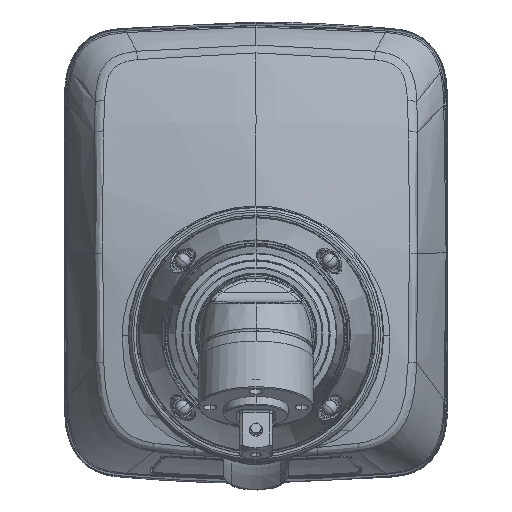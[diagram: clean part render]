
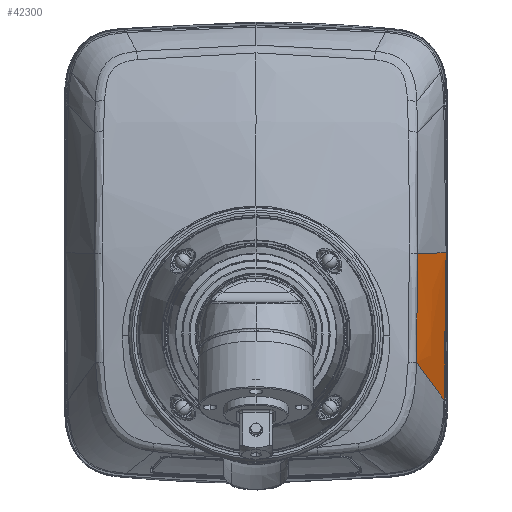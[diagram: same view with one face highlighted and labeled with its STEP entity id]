
A CAD part, top view. The second image highlights one B-rep face of the part: STEP entity #42300.
In plain terms, the highlighted free-form (B-spline) face has degree [3, 3] with [5, 7] control points.
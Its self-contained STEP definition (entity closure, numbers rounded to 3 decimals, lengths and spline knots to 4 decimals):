
#5544=CARTESIAN_POINT('',(1.2116,-0.1975,
-5.4941));
#5581=CARTESIAN_POINT('',(1.4348,0.6299,
-6.0873));
#5582=CARTESIAN_POINT('',(1.435,0.5853,
-6.0876));
#5583=CARTESIAN_POINT('',(1.4351,0.4905,
-6.0881));
#5584=CARTESIAN_POINT('',(1.4344,0.3241,
-6.0875));
#5585=CARTESIAN_POINT('',(1.4329,0.1557,
-6.0867));
#5586=CARTESIAN_POINT('',(1.431,-0.0006,
-6.0869));
#5587=CARTESIAN_POINT('',(1.4285,-0.1421,
-6.0867));
#5588=CARTESIAN_POINT('',(1.4255,-0.2688,
-6.0863));
#5589=CARTESIAN_POINT('',(1.4223,-0.3825,
-6.0862));
#5590=CARTESIAN_POINT('',(1.4203,-0.4508,
-6.0867));
#5591=CARTESIAN_POINT('',(1.4193,-0.4831,
-6.0871));
#5593=CARTESIAN_POINT('',(1.4193,-0.4831,
-6.0871));
#5594=CARTESIAN_POINT('',(1.387,-0.4332,
-5.9819));
#5595=CARTESIAN_POINT('',(1.3155,-0.3265,
-5.759));
#5596=CARTESIAN_POINT('',(1.2425,-0.232,
-5.5644));
#5597=CARTESIAN_POINT('',(1.2116,-0.1975,
-5.4941));
#5599=CARTESIAN_POINT('',(1.2116,-0.1975,
-5.4941));
#5600=CARTESIAN_POINT('',(1.2125,-0.1492,
-5.493));
#5601=CARTESIAN_POINT('',(1.2141,-0.0538,
-5.4918));
#5602=CARTESIAN_POINT('',(1.216,0.0876,
-5.4929));
#5603=CARTESIAN_POINT('',(1.2174,0.2255,
-5.4969));
#5604=CARTESIAN_POINT('',(1.2185,0.3599,
-5.5037));
#5605=CARTESIAN_POINT('',(1.2192,0.4912,
-5.5133));
#5606=CARTESIAN_POINT('',(1.2195,0.5776,
-5.5214));
#5607=CARTESIAN_POINT('',(1.2196,0.6203,
-5.5259));
#5608=CARTESIAN_POINT('',(1.2196,0.6203,
-5.5259));
#5610=CARTESIAN_POINT('',(1.4348,0.6299,
-6.0873));
#5611=CARTESIAN_POINT('',(1.4076,0.6296,
-6.0071));
#5612=CARTESIAN_POINT('',(1.3324,0.6253,
-5.7994));
#5613=CARTESIAN_POINT('',(1.2514,0.621,
-5.5976));
#5614=CARTESIAN_POINT('',(1.2196,0.6203,
-5.5259));
#31372=CARTESIAN_POINT('',(1.4193,-0.4831,
-6.0871));
#31373=VERTEX_POINT('',#31372);
#31374=VERTEX_POINT('',#5544);
#31376=VERTEX_POINT('',#5581);
#31378=VERTEX_POINT('',#5614);
#42256=CARTESIAN_POINT('',(1.4379,0.6411,
-6.0965));
#42257=CARTESIAN_POINT('',(1.4378,0.5195,
-6.0961));
#42258=CARTESIAN_POINT('',(1.4368,0.2712,
-6.0951));
#42259=CARTESIAN_POINT('',(1.4327,-0.0406,
-6.094));
#42260=CARTESIAN_POINT('',(1.4269,-0.2977,
-6.0934));
#42261=CARTESIAN_POINT('',(1.4231,-0.428,
-6.0932));
#42262=CARTESIAN_POINT('',(1.4209,-0.4947,
-6.0932));
#42263=CARTESIAN_POINT('',(1.4108,0.6403,
-6.016));
#42264=CARTESIAN_POINT('',(1.4099,0.5252,
-6.0119));
#42265=CARTESIAN_POINT('',(1.4097,0.2913,
-6.0034));
#42266=CARTESIAN_POINT('',(1.4071,-0.0035,
-5.994));
#42267=CARTESIAN_POINT('',(1.3991,-0.2507,
-5.9885));
#42268=CARTESIAN_POINT('',(1.3923,-0.3781,
-5.9868));
#42269=CARTESIAN_POINT('',(1.3878,-0.4441,
-5.9863));
#42270=CARTESIAN_POINT('',(1.333,0.6346,
-5.801));
#42271=CARTESIAN_POINT('',(1.3323,0.5336,
-5.7938));
#42272=CARTESIAN_POINT('',(1.3328,0.331,
-5.7802));
#42273=CARTESIAN_POINT('',(1.3316,0.0737,
-5.7664));
#42274=CARTESIAN_POINT('',(1.3249,-0.1506,
-5.7592));
#42275=CARTESIAN_POINT('',(1.3187,-0.2704,
-5.7574));
#42276=CARTESIAN_POINT('',(1.3145,-0.3341,
-5.7573));
#42277=CARTESIAN_POINT('',(1.2489,0.6289,
-5.5922));
#42278=CARTESIAN_POINT('',(1.249,0.5407,
-5.5844));
#42279=CARTESIAN_POINT('',(1.249,0.3668,
-5.5718));
#42280=CARTESIAN_POINT('',(1.2474,0.1435,
-5.5617));
#42281=CARTESIAN_POINT('',(1.2441,-0.0608,
-5.5576));
#42282=CARTESIAN_POINT('',(1.2415,-0.1748,
-5.5574));
#42283=CARTESIAN_POINT('',(1.2398,-0.237,
-5.5581));
#42284=CARTESIAN_POINT('',(1.2166,0.6279,
-5.5199));
#42285=CARTESIAN_POINT('',(1.2166,0.5443,
-5.5114));
#42286=CARTESIAN_POINT('',(1.2163,0.3812,
-5.4983));
#42287=CARTESIAN_POINT('',(1.2145,0.1704,
-5.4887));
#42288=CARTESIAN_POINT('',(1.2116,-0.0273,
-5.4854));
#42289=CARTESIAN_POINT('',(1.2095,-0.1399,
-5.4859));
#42290=CARTESIAN_POINT('',(1.2081,-0.2021,
-5.4869));
#42291=B_SPLINE_SURFACE_WITH_KNOTS('',3,3,((#42256,#42257,#42258,#42259,#42260,
#42261,#42262),(#42263,#42264,#42265,#42266,#42267,#42268,#42269),(#42270,
#42271,#42272,#42273,#42274,#42275,#42276),(#42277,#42278,#42279,#42280,#42281,
#42282,#42283),(#42284,#42285,#42286,#42287,#42288,#42289,#42290)),
.UNSPECIFIED.,.F.,.F.,.F.,(4,1,4),(4,1,1,1,4),(0.0198,0.5,
0.9276),(-0.01,0.317,0.6585,0.8293,
1.0078),.UNSPECIFIED.);
#42293=ORIENTED_EDGE('',*,*,#42292,.F.);
#42294=ORIENTED_EDGE('',*,*,#42248,.T.);
#42295=ORIENTED_EDGE('',*,*,#42176,.T.);
#42297=ORIENTED_EDGE('',*,*,#42296,.T.);
#42298=EDGE_LOOP('',(#42293,#42294,#42295,#42297));
#42299=FACE_OUTER_BOUND('',#42298,.F.);
#42300=ADVANCED_FACE('',(#42299),#42291,.T.);
#5592=B_SPLINE_CURVE_WITH_KNOTS('',3,(#5581,#5582,#5583,#5584,#5585,#5586,#5587,
#5588,#5589,#5590,#5591),.UNSPECIFIED.,.F.,.F.,(4,1,1,1,1,1,1,1,4),(0.,
0.125,0.25,0.375,0.5,0.625,0.75,0.875,1.),.UNSPECIFIED.);
#5598=B_SPLINE_CURVE_WITH_KNOTS('',3,(#5593,#5594,#5595,#5596,#5597),
.UNSPECIFIED.,.F.,.F.,(4,1,4),(0.,0.5329,1.),.UNSPECIFIED.);
#5609=B_SPLINE_CURVE_WITH_KNOTS('',3,(#5599,#5600,#5601,#5602,#5603,#5604,#5605,
#5606,#5607,#5608),.UNSPECIFIED.,.F.,.F.,(4,1,1,1,1,1,1,4),(0.,
0.1769,0.3495,0.5178,0.682,
0.8425,1.,1.),.UNSPECIFIED.);
#5615=B_SPLINE_CURVE_WITH_KNOTS('',3,(#5610,#5611,#5612,#5613,#5614),
.UNSPECIFIED.,.F.,.F.,(4,1,4),(0.,0.5273,1.),.UNSPECIFIED.);
#42176=EDGE_CURVE('',#31373,#31374,#5598,.T.);
#42248=EDGE_CURVE('',#31376,#31373,#5592,.T.);
#42292=EDGE_CURVE('',#31376,#31378,#5615,.T.);
#42296=EDGE_CURVE('',#31374,#31378,#5609,.T.);
